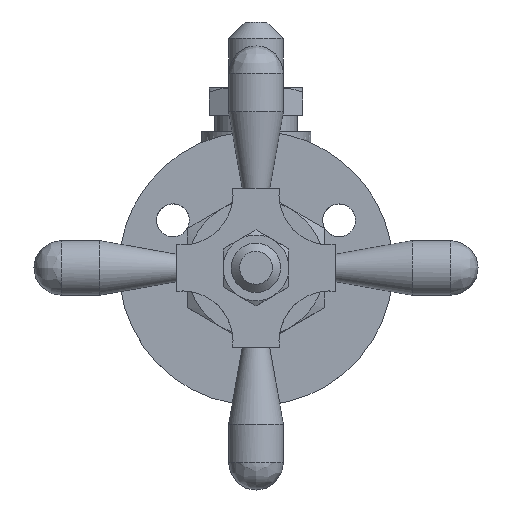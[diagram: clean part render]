
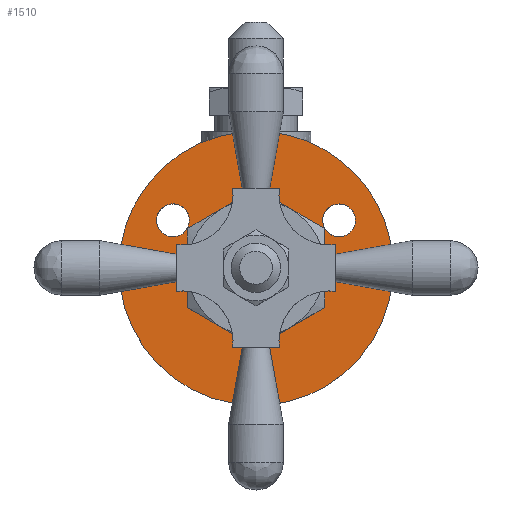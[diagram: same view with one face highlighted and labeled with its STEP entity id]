
A CAD part, top view. The second image highlights one B-rep face of the part: STEP entity #1510.
In plain terms, the highlighted free-form (B-spline) face has degree [1, 1] with [2, 2] control points.
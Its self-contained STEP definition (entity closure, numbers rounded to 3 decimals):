
#282 = VERTEX_POINT('',#283);
#283 = CARTESIAN_POINT('',(-2.122,37.696,
    17.354));
#290 = EDGE_CURVE('',#282,#282,#291,.T.);
#291 = ( BOUNDED_CURVE() B_SPLINE_CURVE(2,(#292,#293,#294,#295,#296,#297
,#298),.UNSPECIFIED.,.T.,.F.) B_SPLINE_CURVE_WITH_KNOTS((3,2,2,3),(
    3.142,5.236,7.33,9.425),
.PIECEWISE_BEZIER_KNOTS.) CURVE() GEOMETRIC_REPRESENTATION_ITEM() 
RATIONAL_B_SPLINE_CURVE((1.,0.5,1.,0.5,1.,0.5,1.)) REPRESENTATION_ITEM(
  '') );
#292 = CARTESIAN_POINT('',(-2.122,37.696,
    17.354));
#293 = CARTESIAN_POINT('',(-6.716,35.044,
    17.354));
#294 = CARTESIAN_POINT('',(-6.716,40.348,
    17.354));
#295 = CARTESIAN_POINT('',(-6.716,45.653,
    17.354));
#296 = CARTESIAN_POINT('',(-2.122,43.,
    17.354));
#297 = CARTESIAN_POINT('',(2.472,40.348,
    17.354));
#298 = CARTESIAN_POINT('',(-2.122,37.696,
    17.354));
#323 = VERTEX_POINT('',#324);
#324 = CARTESIAN_POINT('',(-33.064,43.,
    17.354));
#331 = EDGE_CURVE('',#323,#323,#332,.T.);
#332 = ( BOUNDED_CURVE() B_SPLINE_CURVE(2,(#333,#334,#335,#336,#337,#338
,#339),.UNSPECIFIED.,.T.,.F.) B_SPLINE_CURVE_WITH_KNOTS((3,2,2,3),(
    3.142,5.236,7.33,9.425),
.PIECEWISE_BEZIER_KNOTS.) CURVE() GEOMETRIC_REPRESENTATION_ITEM() 
RATIONAL_B_SPLINE_CURVE((1.,0.5,1.,0.5,1.,0.5,1.)) REPRESENTATION_ITEM(
  '') );
#333 = CARTESIAN_POINT('',(-33.064,43.,
    17.354));
#334 = CARTESIAN_POINT('',(-28.47,40.348,
    17.354));
#335 = CARTESIAN_POINT('',(-33.064,37.696,
    17.354));
#336 = CARTESIAN_POINT('',(-37.658,35.044,
    17.354));
#337 = CARTESIAN_POINT('',(-37.658,40.348,
    17.354));
#338 = CARTESIAN_POINT('',(-37.658,45.653,
    17.354));
#339 = CARTESIAN_POINT('',(-33.064,43.,
    17.354));
#364 = VERTEX_POINT('',#365);
#365 = CARTESIAN_POINT('',(-22.187,13.551,
    17.354));
#372 = EDGE_CURVE('',#364,#364,#373,.T.);
#373 = ( BOUNDED_CURVE() B_SPLINE_CURVE(2,(#374,#375,#376,#377,#378,#379
,#380),.UNSPECIFIED.,.T.,.F.) B_SPLINE_CURVE_WITH_KNOTS((3,2,2,3),(
    3.142,5.236,7.33,9.425),
.PIECEWISE_BEZIER_KNOTS.) CURVE() GEOMETRIC_REPRESENTATION_ITEM() 
RATIONAL_B_SPLINE_CURVE((1.,0.5,1.,0.5,1.,0.5,1.)) REPRESENTATION_ITEM(
  '') );
#374 = CARTESIAN_POINT('',(-22.187,13.551,
    17.354));
#375 = CARTESIAN_POINT('',(-22.187,18.856,
    17.354));
#376 = CARTESIAN_POINT('',(-17.593,16.204,
    17.354));
#377 = CARTESIAN_POINT('',(-12.999,13.551,
    17.354));
#378 = CARTESIAN_POINT('',(-17.593,10.899,
    17.354));
#379 = CARTESIAN_POINT('',(-22.187,8.247,
    17.354));
#380 = CARTESIAN_POINT('',(-22.187,13.551,
    17.354));
#1473 = EDGE_CURVE('',#1474,#1474,#1476,.T.);
#1474 = VERTEX_POINT('',#1475);
#1475 = CARTESIAN_POINT('',(-19.124,21.208,
    17.354));
#1476 = ( BOUNDED_CURVE() B_SPLINE_CURVE(2,(#1477,#1478,#1479,#1480,
#1481,#1482,#1483),.UNSPECIFIED.,.T.,.F.) B_SPLINE_CURVE_WITH_KNOTS((3,2
    ,2,3),(1.571,3.665,5.76,7.854),
.PIECEWISE_BEZIER_KNOTS.) CURVE() GEOMETRIC_REPRESENTATION_ITEM() 
RATIONAL_B_SPLINE_CURVE((1.,0.5,1.,0.5,1.,0.5,1.)) REPRESENTATION_ITEM(
  '') );
#1477 = CARTESIAN_POINT('',(-19.124,21.208,
    17.354));
#1478 = CARTESIAN_POINT('',(-36.806,21.208,
    17.354));
#1479 = CARTESIAN_POINT('',(-27.965,36.52,
    17.354));
#1480 = CARTESIAN_POINT('',(-19.124,51.833,
    17.354));
#1481 = CARTESIAN_POINT('',(-10.284,36.52,
    17.354));
#1482 = CARTESIAN_POINT('',(-1.443,21.208,
    17.354));
#1483 = CARTESIAN_POINT('',(-19.124,21.208,
    17.354));
#1510 = ADVANCED_FACE('',(#1511,#1525,#1528,#1531,#1534),#1537,.T.);
#1511 = FACE_BOUND('',#1512,.T.);
#1512 = EDGE_LOOP('',(#1513));
#1513 = ORIENTED_EDGE('',*,*,#1514,.F.);
#1514 = EDGE_CURVE('',#1515,#1515,#1517,.T.);
#1515 = VERTEX_POINT('',#1516);
#1516 = CARTESIAN_POINT('',(-19.124,5.895,
    17.354));
#1517 = ( BOUNDED_CURVE() B_SPLINE_CURVE(2,(#1518,#1519,#1520,#1521,
#1522,#1523,#1524),.UNSPECIFIED.,.T.,.F.) B_SPLINE_CURVE_WITH_KNOTS((3,2
    ,2,3),(1.571,3.665,5.76,7.854),
.PIECEWISE_BEZIER_KNOTS.) CURVE() GEOMETRIC_REPRESENTATION_ITEM() 
RATIONAL_B_SPLINE_CURVE((1.,0.5,1.,0.5,1.,0.5,1.)) REPRESENTATION_ITEM(
  '') );
#1518 = CARTESIAN_POINT('',(-19.124,5.895,
    17.354));
#1519 = CARTESIAN_POINT('',(-63.328,5.895,
    17.354));
#1520 = CARTESIAN_POINT('',(-41.226,44.176,
    17.354));
#1521 = CARTESIAN_POINT('',(-19.124,82.458,
    17.354));
#1522 = CARTESIAN_POINT('',(2.977,44.176,
    17.354));
#1523 = CARTESIAN_POINT('',(25.079,5.895,
    17.354));
#1524 = CARTESIAN_POINT('',(-19.124,5.895,
    17.354));
#1525 = FACE_BOUND('',#1526,.T.);
#1526 = EDGE_LOOP('',(#1527));
#1527 = ORIENTED_EDGE('',*,*,#290,.T.);
#1528 = FACE_BOUND('',#1529,.T.);
#1529 = EDGE_LOOP('',(#1530));
#1530 = ORIENTED_EDGE('',*,*,#331,.T.);
#1531 = FACE_BOUND('',#1532,.T.);
#1532 = EDGE_LOOP('',(#1533));
#1533 = ORIENTED_EDGE('',*,*,#372,.T.);
#1534 = FACE_BOUND('',#1535,.T.);
#1535 = EDGE_LOOP('',(#1536));
#1536 = ORIENTED_EDGE('',*,*,#1473,.T.);
#1537 = B_SPLINE_SURFACE_WITH_KNOTS('',1,1,(
    (#1538,#1539)
    ,(#1540,#1541
    )),.UNSPECIFIED.,.F.,.F.,.F.,(2,2),(2,2),(-25.,25.),(-50.,
    0.),.PIECEWISE_BEZIER_KNOTS.);
#1538 = CARTESIAN_POINT('',(-44.645,5.895,
    17.354));
#1539 = CARTESIAN_POINT('',(-44.645,56.937,
    17.354));
#1540 = CARTESIAN_POINT('',(6.397,5.895,17.354
    ));
#1541 = CARTESIAN_POINT('',(6.397,56.937,
    17.354));
